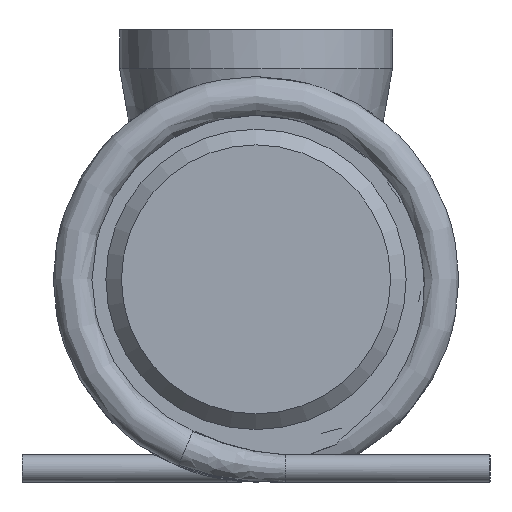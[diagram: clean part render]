
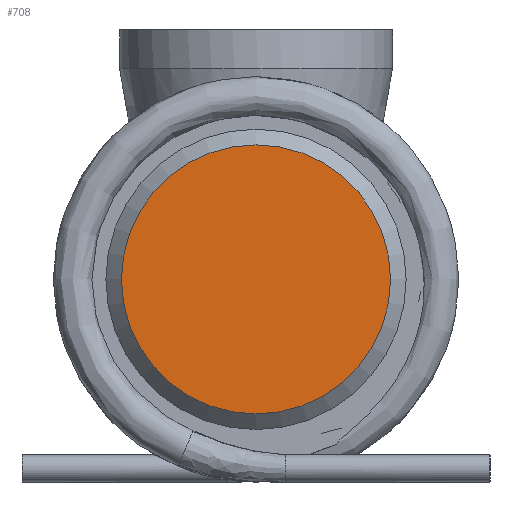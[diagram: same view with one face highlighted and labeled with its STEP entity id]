
A CAD part, left-side view. The second image highlights one B-rep face of the part: STEP entity #708.
In plain terms, the highlighted face is planar.
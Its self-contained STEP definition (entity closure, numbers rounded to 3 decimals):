
#359=ORIENTED_EDGE('',*,*,#461,.F.);
#461=EDGE_CURVE('',#529,#529,#543,.T.);
#529=VERTEX_POINT('',#11045);
#543=CIRCLE('',#908,1.725);
#599=EDGE_LOOP('',(#359));
#655=FACE_BOUND('',#599,.T.);
#668=PLANE('',#913);
#708=ADVANCED_FACE('',(#655),#668,.F.);
#908=AXIS2_PLACEMENT_3D('',#11044,#1006,#1007);
#913=AXIS2_PLACEMENT_3D('',#11052,#1016,#1017);
#1006=DIRECTION('',(0.,1.,0.));
#1007=DIRECTION('',(0.,0.,1.));
#1016=DIRECTION('',(0.,1.,0.));
#1017=DIRECTION('',(0.,0.,1.));
#11044=CARTESIAN_POINT('',(0.,-9.075,0.));
#11045=CARTESIAN_POINT('',(0.,-9.075,1.725));
#11052=CARTESIAN_POINT('',(0.,-9.075,0.));
